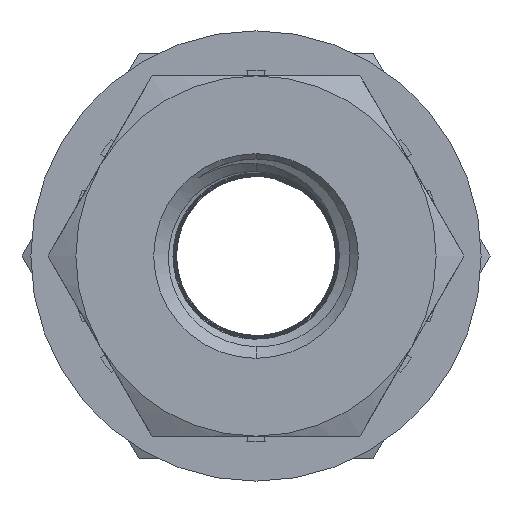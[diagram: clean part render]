
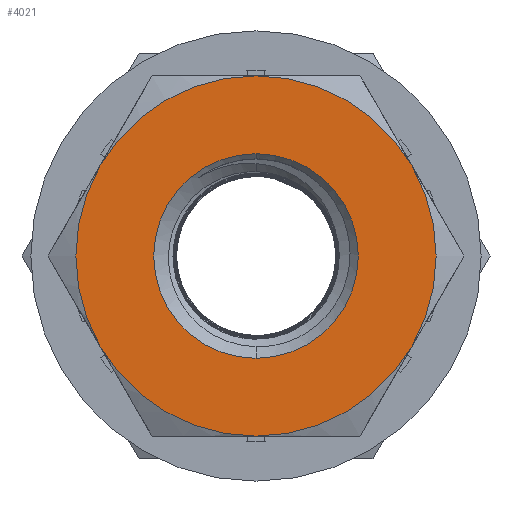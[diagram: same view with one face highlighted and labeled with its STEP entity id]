
A CAD part, left-side view. The second image highlights one B-rep face of the part: STEP entity #4021.
In plain terms, the highlighted face is planar.
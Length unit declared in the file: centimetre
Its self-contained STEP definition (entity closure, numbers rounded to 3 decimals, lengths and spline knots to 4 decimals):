
#312=FACE_BOUND('',#813,.T.);
#369=PLANE('',#4359);
#583=FACE_OUTER_BOUND('',#812,.T.);
#812=EDGE_LOOP('',(#3672,#3673,#3674,#3675,#3676,#3677));
#813=EDGE_LOOP('',(#3678,#3679));
#1489=CIRCLE('',#4324,7.2108);
#1492=CIRCLE('',#4328,7.2108);
#1496=CIRCLE('',#4360,12.7);
#1497=CIRCLE('',#4361,12.7);
#1498=CIRCLE('',#4362,12.7);
#1499=CIRCLE('',#4363,12.7);
#1500=CIRCLE('',#4364,12.7);
#1501=CIRCLE('',#4365,12.7);
#1832=VERTEX_POINT('',#14317);
#1833=VERTEX_POINT('',#14319);
#1887=VERTEX_POINT('',#20209);
#1888=VERTEX_POINT('',#20210);
#1889=VERTEX_POINT('',#20212);
#1890=VERTEX_POINT('',#20214);
#1891=VERTEX_POINT('',#20216);
#1892=VERTEX_POINT('',#20218);
#2397=EDGE_CURVE('',#1832,#1833,#1489,.T.);
#2404=EDGE_CURVE('',#1833,#1832,#1492,.T.);
#2486=EDGE_CURVE('',#1887,#1888,#1496,.T.);
#2487=EDGE_CURVE('',#1888,#1889,#1497,.T.);
#2488=EDGE_CURVE('',#1889,#1890,#1498,.T.);
#2489=EDGE_CURVE('',#1890,#1891,#1499,.T.);
#2490=EDGE_CURVE('',#1891,#1892,#1500,.T.);
#2491=EDGE_CURVE('',#1892,#1887,#1501,.T.);
#3672=ORIENTED_EDGE('',*,*,#2486,.T.);
#3673=ORIENTED_EDGE('',*,*,#2487,.T.);
#3674=ORIENTED_EDGE('',*,*,#2488,.T.);
#3675=ORIENTED_EDGE('',*,*,#2489,.T.);
#3676=ORIENTED_EDGE('',*,*,#2490,.T.);
#3677=ORIENTED_EDGE('',*,*,#2491,.T.);
#3678=ORIENTED_EDGE('',*,*,#2404,.F.);
#3679=ORIENTED_EDGE('',*,*,#2397,.F.);
#4021=ADVANCED_FACE('',(#583,#312),#369,.T.);
#4324=AXIS2_PLACEMENT_3D('',#14320,#5186,#5187);
#4328=AXIS2_PLACEMENT_3D('',#14362,#5196,#5197);
#4359=AXIS2_PLACEMENT_3D('',#20208,#5288,#5289);
#4360=AXIS2_PLACEMENT_3D('',#20211,#5290,#5291);
#4361=AXIS2_PLACEMENT_3D('',#20213,#5292,#5293);
#4362=AXIS2_PLACEMENT_3D('',#20215,#5294,#5295);
#4363=AXIS2_PLACEMENT_3D('',#20217,#5296,#5297);
#4364=AXIS2_PLACEMENT_3D('',#20219,#5298,#5299);
#4365=AXIS2_PLACEMENT_3D('',#20220,#5300,#5301);
#5186=DIRECTION('center_axis',(0.,0.,-1.));
#5187=DIRECTION('ref_axis',(0.,1.,0.));
#5196=DIRECTION('center_axis',(0.,0.,-1.));
#5197=DIRECTION('ref_axis',(0.,1.,0.));
#5288=DIRECTION('center_axis',(0.,0.,-1.));
#5289=DIRECTION('ref_axis',(0.,1.,0.));
#5290=DIRECTION('center_axis',(0.,0.,-1.));
#5291=DIRECTION('ref_axis',(0.,1.,0.));
#5292=DIRECTION('center_axis',(0.,0.,-1.));
#5293=DIRECTION('ref_axis',(0.,1.,0.));
#5294=DIRECTION('center_axis',(0.,0.,-1.));
#5295=DIRECTION('ref_axis',(0.,1.,0.));
#5296=DIRECTION('center_axis',(0.,0.,-1.));
#5297=DIRECTION('ref_axis',(0.,1.,0.));
#5298=DIRECTION('center_axis',(0.,0.,-1.));
#5299=DIRECTION('ref_axis',(0.,1.,0.));
#5300=DIRECTION('center_axis',(0.,0.,-1.));
#5301=DIRECTION('ref_axis',(0.,1.,0.));
#14317=CARTESIAN_POINT('',(0.,-7.2108,-11.9063));
#14319=CARTESIAN_POINT('',(0.,7.2108,-11.9063));
#14320=CARTESIAN_POINT('Origin',(0.,0.,
-11.9063));
#14362=CARTESIAN_POINT('Origin',(0.,0.,
-11.9063));
#20208=CARTESIAN_POINT('Origin',(0.,0.,
-11.9063));
#20209=CARTESIAN_POINT('',(-10.9985,6.35,-11.9063));
#20210=CARTESIAN_POINT('',(0.,12.7,-11.9063));
#20211=CARTESIAN_POINT('Origin',(0.,0.,
-11.9063));
#20212=CARTESIAN_POINT('',(10.9985,6.35,-11.9063));
#20213=CARTESIAN_POINT('Origin',(0.,0.,
-11.9063));
#20214=CARTESIAN_POINT('',(10.9985,-6.35,-11.9063));
#20215=CARTESIAN_POINT('Origin',(0.,0.,
-11.9063));
#20216=CARTESIAN_POINT('',(0.,-12.7,-11.9063));
#20217=CARTESIAN_POINT('Origin',(0.,0.,
-11.9063));
#20218=CARTESIAN_POINT('',(-10.9985,-6.35,-11.9063));
#20219=CARTESIAN_POINT('Origin',(0.,0.,
-11.9063));
#20220=CARTESIAN_POINT('Origin',(0.,0.,
-11.9063));
